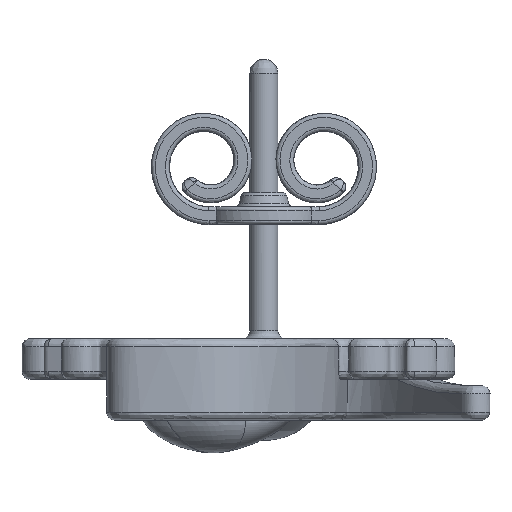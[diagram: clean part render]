
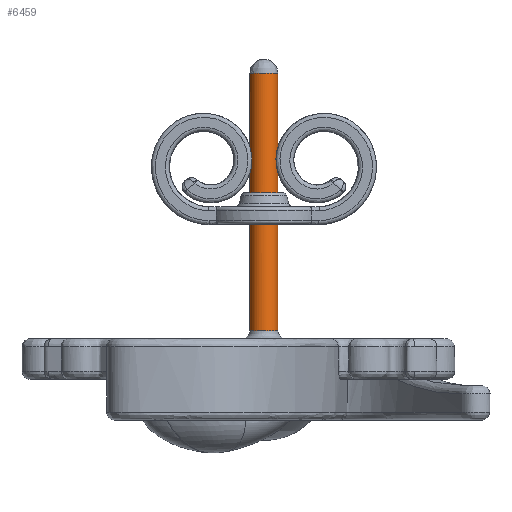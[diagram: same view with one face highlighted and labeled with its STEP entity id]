
A CAD part, front view. The second image highlights one B-rep face of the part: STEP entity #6459.
In plain terms, the highlighted free-form (B-spline) face has degree [2, 1] with [9, 2] control points.
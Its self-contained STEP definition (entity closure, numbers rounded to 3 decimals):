
#6395 = EDGE_CURVE('',#6396,#6398,#6400,.T.);
#6396 = VERTEX_POINT('',#6397);
#6397 = CARTESIAN_POINT('',(0.,-0.482,-3.661));
#6398 = VERTEX_POINT('',#6399);
#6399 = CARTESIAN_POINT('',(-0.482,0.,-3.661));
#6400 = ( BOUNDED_CURVE() B_SPLINE_CURVE(2,(#6401,#6402,#6403),
.UNSPECIFIED.,.F.,.F.) B_SPLINE_CURVE_WITH_KNOTS((3,3),(1.571,
3.142),.PIECEWISE_BEZIER_KNOTS.) CURVE() 
GEOMETRIC_REPRESENTATION_ITEM() RATIONAL_B_SPLINE_CURVE((1.,
0.707,1.)) REPRESENTATION_ITEM('') );
#6401 = CARTESIAN_POINT('',(0.,-0.482,-3.661));
#6402 = CARTESIAN_POINT('',(-0.482,-0.482,
    -3.661));
#6403 = CARTESIAN_POINT('',(-0.482,0.,-3.661));
#6424 = EDGE_CURVE('',#6398,#6396,#6425,.T.);
#6425 = ( BOUNDED_CURVE() B_SPLINE_CURVE(2,(#6426,#6427,#6428,#6429,
#6430),.UNSPECIFIED.,.F.,.F.) B_SPLINE_CURVE_WITH_KNOTS((3,2,3),(
    3.142,5.498,7.854),
.PIECEWISE_BEZIER_KNOTS.) CURVE() GEOMETRIC_REPRESENTATION_ITEM() 
RATIONAL_B_SPLINE_CURVE((1.,0.383,1.,0.383,1.)) 
REPRESENTATION_ITEM('') );
#6426 = CARTESIAN_POINT('',(-0.482,0.,-3.661));
#6427 = CARTESIAN_POINT('',(-0.482,1.164,
    -3.661));
#6428 = CARTESIAN_POINT('',(0.341,0.341,
    -3.661));
#6429 = CARTESIAN_POINT('',(1.164,-0.482,
    -3.661));
#6430 = CARTESIAN_POINT('',(0.,-0.482,-3.661));
#6459 = ADVANCED_FACE('',(#6460),#6488,.T.);
#6460 = FACE_BOUND('',#6461,.T.);
#6461 = EDGE_LOOP('',(#6462,#6474,#6479,#6480,#6481,#6482));
#6462 = ORIENTED_EDGE('',*,*,#6463,.F.);
#6463 = EDGE_CURVE('',#6464,#6466,#6468,.T.);
#6464 = VERTEX_POINT('',#6465);
#6465 = CARTESIAN_POINT('',(-0.482,0.,5.223));
#6466 = VERTEX_POINT('',#6467);
#6467 = CARTESIAN_POINT('',(0.,0.482,5.223));
#6468 = ( BOUNDED_CURVE() B_SPLINE_CURVE(2,(#6469,#6470,#6471,#6472,
#6473),.UNSPECIFIED.,.F.,.F.) B_SPLINE_CURVE_WITH_KNOTS((3,2,3),(
    3.142,5.498,7.854),
.PIECEWISE_BEZIER_KNOTS.) CURVE() GEOMETRIC_REPRESENTATION_ITEM() 
RATIONAL_B_SPLINE_CURVE((1.,0.383,1.,0.383,1.)) 
REPRESENTATION_ITEM('') );
#6469 = CARTESIAN_POINT('',(-0.482,0.,5.223));
#6470 = CARTESIAN_POINT('',(-0.482,-1.164,
    5.223));
#6471 = CARTESIAN_POINT('',(0.341,-0.341,
    5.223));
#6472 = CARTESIAN_POINT('',(1.164,0.482,5.223
    ));
#6473 = CARTESIAN_POINT('',(0.,0.482,5.223));
#6474 = ORIENTED_EDGE('',*,*,#6475,.T.);
#6475 = EDGE_CURVE('',#6464,#6398,#6476,.T.);
#6476 = B_SPLINE_CURVE_WITH_KNOTS('',1,(#6477,#6478),.UNSPECIFIED.,.F.,
  .F.,(2,2),(-6.65,-0.2),.PIECEWISE_BEZIER_KNOTS.);
#6477 = CARTESIAN_POINT('',(-0.482,0.,5.223));
#6478 = CARTESIAN_POINT('',(-0.482,0.,-3.661));
#6479 = ORIENTED_EDGE('',*,*,#6395,.F.);
#6480 = ORIENTED_EDGE('',*,*,#6424,.F.);
#6481 = ORIENTED_EDGE('',*,*,#6475,.F.);
#6482 = ORIENTED_EDGE('',*,*,#6483,.F.);
#6483 = EDGE_CURVE('',#6466,#6464,#6484,.T.);
#6484 = ( BOUNDED_CURVE() B_SPLINE_CURVE(2,(#6485,#6486,#6487),
.UNSPECIFIED.,.F.,.F.) B_SPLINE_CURVE_WITH_KNOTS((3,3),(1.571,
3.142),.PIECEWISE_BEZIER_KNOTS.) CURVE() 
GEOMETRIC_REPRESENTATION_ITEM() RATIONAL_B_SPLINE_CURVE((1.,
0.707,1.)) REPRESENTATION_ITEM('') );
#6485 = CARTESIAN_POINT('',(0.,0.482,5.223));
#6486 = CARTESIAN_POINT('',(-0.482,0.482,
    5.223));
#6487 = CARTESIAN_POINT('',(-0.482,0.,5.223));
#6488 = ( BOUNDED_SURFACE() B_SPLINE_SURFACE(2,1,(
    (#6489,#6490)
    ,(#6491,#6492)
    ,(#6493,#6494)
    ,(#6495,#6496)
    ,(#6497,#6498)
    ,(#6499,#6500)
    ,(#6501,#6502)
    ,(#6503,#6504)
    ,(#6505,#6506
)),.UNSPECIFIED.,.T.,.F.,.F.) B_SPLINE_SURFACE_WITH_KNOTS((3,2,2,2,3),(2
    ,2),(-3.142,-2.094,0.,2.094,3.142)
,(0.2,6.65),.UNSPECIFIED.) GEOMETRIC_REPRESENTATION_ITEM() 
RATIONAL_B_SPLINE_SURFACE((
    (0.75,0.75)
    ,(0.75,0.75)
    ,(1.,1.)
    ,(0.5,0.5)
    ,(1.,1.)
    ,(0.5,0.5)
    ,(1.,1.)
    ,(0.75,0.75)
,(0.75,0.75))) REPRESENTATION_ITEM('') SURFACE() );
#6489 = CARTESIAN_POINT('',(-0.482,0.,-3.661));
#6490 = CARTESIAN_POINT('',(-0.482,0.,5.223));
#6491 = CARTESIAN_POINT('',(-0.482,-0.278,
    -3.661));
#6492 = CARTESIAN_POINT('',(-0.482,-0.278,
    5.223));
#6493 = CARTESIAN_POINT('',(-0.241,-0.418,
    -3.661));
#6494 = CARTESIAN_POINT('',(-0.241,-0.418,
    5.223));
#6495 = CARTESIAN_POINT('',(0.482,-0.835,
    -3.661));
#6496 = CARTESIAN_POINT('',(0.482,-0.835,
    5.223));
#6497 = CARTESIAN_POINT('',(0.482,0.,-3.661));
#6498 = CARTESIAN_POINT('',(0.482,0.,5.223));
#6499 = CARTESIAN_POINT('',(0.482,0.835,
    -3.661));
#6500 = CARTESIAN_POINT('',(0.482,0.835,5.223
    ));
#6501 = CARTESIAN_POINT('',(-0.241,0.418,
    -3.661));
#6502 = CARTESIAN_POINT('',(-0.241,0.418,
    5.223));
#6503 = CARTESIAN_POINT('',(-0.482,0.278,
    -3.661));
#6504 = CARTESIAN_POINT('',(-0.482,0.278,
    5.223));
#6505 = CARTESIAN_POINT('',(-0.482,0.,-3.661));
#6506 = CARTESIAN_POINT('',(-0.482,0.,5.223));
